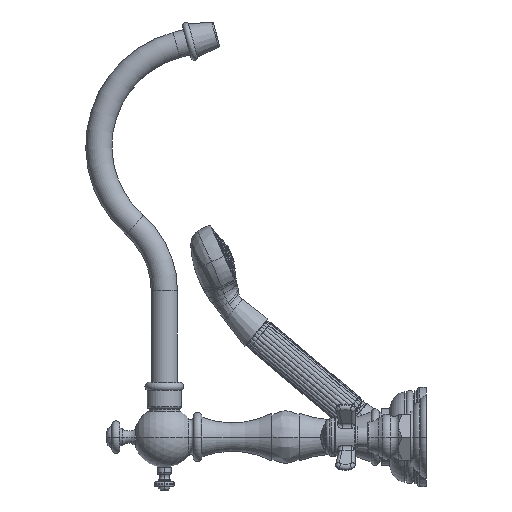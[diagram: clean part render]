
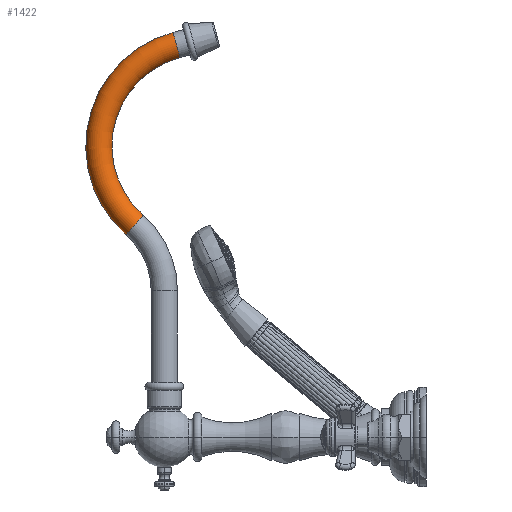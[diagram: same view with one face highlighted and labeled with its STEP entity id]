
A CAD part, left-side view. The second image highlights one B-rep face of the part: STEP entity #1422.
In plain terms, the highlighted toroidal (fillet/blend) face has major radius 76.2 mm and minor radius 9.525 mm.
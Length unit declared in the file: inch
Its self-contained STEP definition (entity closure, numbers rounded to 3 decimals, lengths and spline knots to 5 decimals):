
#89=CARTESIAN_POINT('',(0.,7.14646,11.22213));
#90=DIRECTION('',(0.,-0.966,0.259));
#91=DIRECTION('',(0.,0.259,0.966));
#92=AXIS2_PLACEMENT_3D('',#89,#90,#91);
#98=CARTESIAN_POINT('',(0.,8.34727,6.06816));
#99=DIRECTION('',(0.,0.752,0.659));
#100=DIRECTION('',(0.,0.659,-0.752));
#101=AXIS2_PLACEMENT_3D('',#98,#99,#100);
#103=CARTESIAN_POINT('',(0.,6.37,8.32435));
#104=DIRECTION('',(1.,0.,0.));
#105=DIRECTION('',(0.,0.659,-0.752));
#106=AXIS2_PLACEMENT_3D('',#103,#104,#105);
#1015=CARTESIAN_POINT('',(0.,6.37,8.32435));
#1016=DIRECTION('',(1.,0.,0.));
#1017=DIRECTION('',(0.,0.659,-0.752));
#1018=AXIS2_PLACEMENT_3D('',#1015,#1016,#1017);
#1152=CARTESIAN_POINT('',(0.,8.10011,6.35018));
#1153=CARTESIAN_POINT('',(0.,8.59443,5.78613));
#1154=VERTEX_POINT('',#1152);
#1155=VERTEX_POINT('',#1153);
#1156=CARTESIAN_POINT('',(0.,7.0494,10.8599));
#1157=CARTESIAN_POINT('',(0.,7.24351,11.58435));
#1158=VERTEX_POINT('',#1156);
#1159=VERTEX_POINT('',#1157);
#1408=CARTESIAN_POINT('',(0.,6.37,8.32435));
#1409=DIRECTION('',(1.,0.,0.));
#1410=DIRECTION('',(0.,-0.659,0.752));
#1411=AXIS2_PLACEMENT_3D('',#1408,#1409,#1410);
#1412=TOROIDAL_SURFACE('',#1411,3.,0.375);
#1414=ORIENTED_EDGE('',*,*,#1413,.F.);
#1416=ORIENTED_EDGE('',*,*,#1415,.T.);
#1417=ORIENTED_EDGE('',*,*,#1402,.T.);
#1419=ORIENTED_EDGE('',*,*,#1418,.F.);
#1420=EDGE_LOOP('',(#1414,#1416,#1417,#1419));
#1421=FACE_OUTER_BOUND('',#1420,.F.);
#1422=ADVANCED_FACE('',(#1421),#1412,.T.);
#93=CIRCLE('',#92,0.375);
#102=CIRCLE('',#101,0.375);
#107=CIRCLE('',#106,3.375);
#1019=CIRCLE('',#1018,2.625);
#1402=EDGE_CURVE('',#1159,#1158,#93,.T.);
#1413=EDGE_CURVE('',#1155,#1154,#102,.T.);
#1415=EDGE_CURVE('',#1155,#1159,#107,.T.);
#1418=EDGE_CURVE('',#1154,#1158,#1019,.T.);
